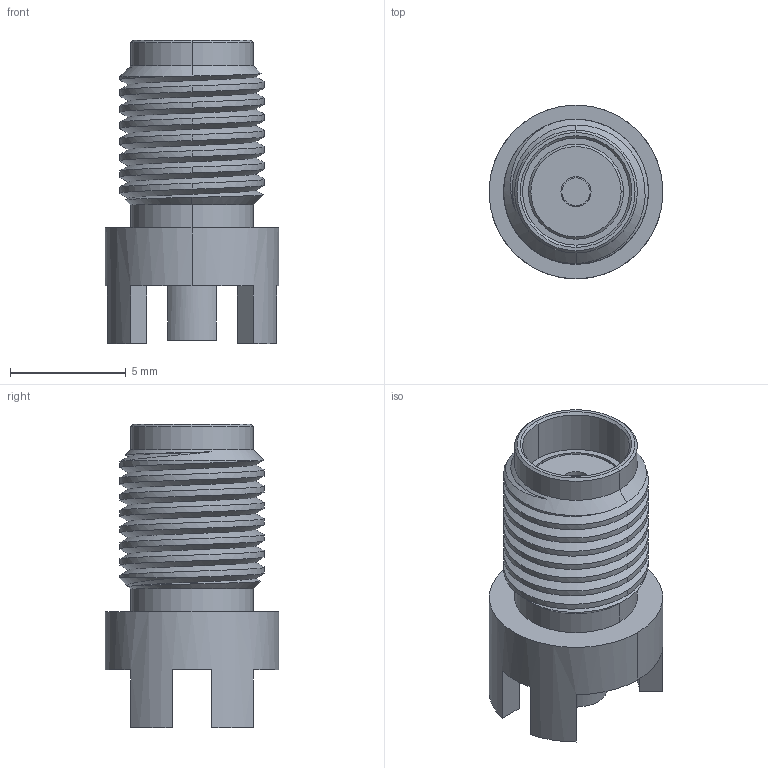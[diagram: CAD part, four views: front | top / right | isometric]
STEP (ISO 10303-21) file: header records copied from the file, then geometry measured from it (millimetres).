
FILE_DESCRIPTION (( 'STEP AP214' ), '1' );
FILE_NAME ('30-390-D3-1.57.STEP', '2024-08-12T08:28:58', ( '' ), ( '' ), 'SwSTEP 2.0', 'SolidWorks 2024', '' );
FILE_SCHEMA (( 'AUTOMOTIVE_DESIGN' ));
Length unit declared in the file: millimetre
Products named in the file (1): 30-390-D3-1.57
Bounding box: 7.5 x 7.5 x 13.1 mm (x, y, z)
Surface area: 606.9 mm2 (no closed solid volume)
Topology: 0 solids, 6 shells, 75 faces, 202 edges, 135 vertices
Faces by surface type: cylinder 34, plane 28, cone 11, bspline 2
Entity records: 3193 total; most frequent: CARTESIAN_POINT 1358, DIRECTION 382, ORIENTED_EDGE 382, EDGE_CURVE 202, AXIS2_PLACEMENT_3D 147, VERTEX_POINT 135, VECTOR 88, LINE 88
